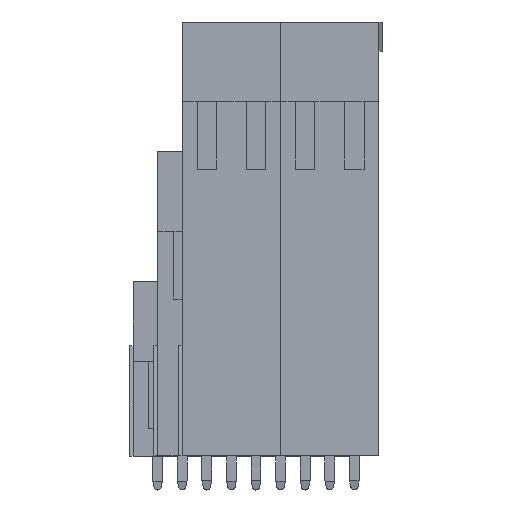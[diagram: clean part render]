
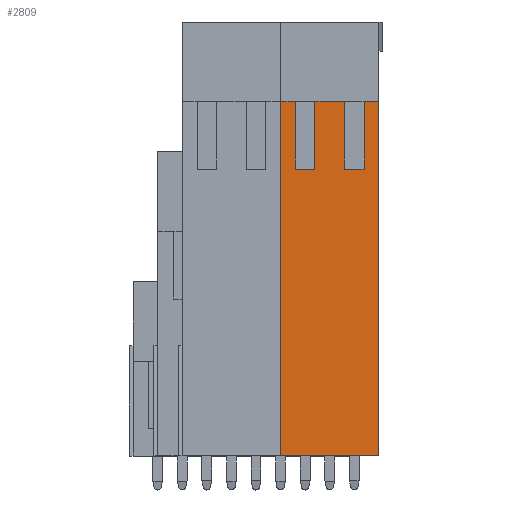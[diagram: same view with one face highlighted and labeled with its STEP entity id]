
A CAD part, top view. The second image highlights one B-rep face of the part: STEP entity #2809.
In plain terms, the highlighted planar face has unit normal (0, 0, 1).
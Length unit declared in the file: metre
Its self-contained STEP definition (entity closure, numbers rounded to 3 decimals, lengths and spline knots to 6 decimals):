
#2809 = ADVANCED_FACE( '', ( #5792 ), #5793, .F. );
#5792 = FACE_OUTER_BOUND( '', #10479, .T. );
#5793 = PLANE( '', #10480 );
#10479 = EDGE_LOOP( '', ( #19037, #19038, #19039, #19040, #19041, #19042, #19043, #19044, #19045, #19046, #19047, #19048 ) );
#10480 = AXIS2_PLACEMENT_3D( '', #19049, #19050, #19051 );
#19037 = ORIENTED_EDGE( '', *, *, #21772, .F. );
#19038 = ORIENTED_EDGE( '', *, *, #22018, .T. );
#19039 = ORIENTED_EDGE( '', *, *, #20284, .F. );
#19040 = ORIENTED_EDGE( '', *, *, #22688, .T. );
#19041 = ORIENTED_EDGE( '', *, *, #20603, .T. );
#19042 = ORIENTED_EDGE( '', *, *, #22641, .F. );
#19043 = ORIENTED_EDGE( '', *, *, #20787, .F. );
#19044 = ORIENTED_EDGE( '', *, *, #22687, .T. );
#19045 = ORIENTED_EDGE( '', *, *, #22069, .F. );
#19046 = ORIENTED_EDGE( '', *, *, #22361, .T. );
#19047 = ORIENTED_EDGE( '', *, *, #22234, .F. );
#19048 = ORIENTED_EDGE( '', *, *, #22686, .T. );
#19049 = CARTESIAN_POINT( '', ( 0.01016, 0.0366, 0. ) );
#19050 = DIRECTION( '', ( 0., 0., -1. ) );
#19051 = DIRECTION( '', ( -1., 0., 0. ) );
#20284 = EDGE_CURVE( '', #24521, #24522, #24523, .T. );
#20603 = EDGE_CURVE( '', #25036, #25034, #25037, .T. );
#20787 = EDGE_CURVE( '', #25324, #25326, #25327, .T. );
#21772 = EDGE_CURVE( '', #26743, #26744, #26745, .T. );
#22018 = EDGE_CURVE( '', #26743, #24522, #27071, .T. );
#22069 = EDGE_CURVE( '', #27139, #27140, #27141, .T. );
#22234 = EDGE_CURVE( '', #27332, #27333, #27334, .T. );
#22361 = EDGE_CURVE( '', #27139, #27333, #27483, .T. );
#22641 = EDGE_CURVE( '', #25326, #25034, #27791, .T. );
#22686 = EDGE_CURVE( '', #27332, #26744, #27835, .T. );
#22687 = EDGE_CURVE( '', #25324, #27140, #27836, .T. );
#22688 = EDGE_CURVE( '', #24521, #25036, #27837, .T. );
#24521 = VERTEX_POINT( '', #31143 );
#24522 = VERTEX_POINT( '', #31144 );
#24523 = LINE( '', #31145, #31146 );
#25034 = VERTEX_POINT( '', #32011 );
#25036 = VERTEX_POINT( '', #32014 );
#25037 = LINE( '', #32015, #32016 );
#25324 = VERTEX_POINT( '', #32532 );
#25326 = VERTEX_POINT( '', #32535 );
#25327 = LINE( '', #32536, #32537 );
#26743 = VERTEX_POINT( '', #35239 );
#26744 = VERTEX_POINT( '', #35240 );
#26745 = LINE( '', #35241, #35242 );
#27071 = LINE( '', #35923, #35924 );
#27139 = VERTEX_POINT( '', #36047 );
#27140 = VERTEX_POINT( '', #36048 );
#27141 = LINE( '', #36049, #36050 );
#27332 = VERTEX_POINT( '', #36442 );
#27333 = VERTEX_POINT( '', #36443 );
#27334 = LINE( '', #36444, #36445 );
#27483 = LINE( '', #36737, #36738 );
#27791 = LINE( '', #37307, #37308 );
#27835 = LINE( '', #37369, #37370 );
#27836 = LINE( '', #37371, #37372 );
#27837 = LINE( '', #37373, #37374 );
#31143 = CARTESIAN_POINT( '', ( 0.00154, 0.0366, 0. ) );
#31144 = CARTESIAN_POINT( '', ( 0.00154, 0.0296, 0. ) );
#31145 = CARTESIAN_POINT( '', ( 0.00154, 0.0366, 0. ) );
#31146 = VECTOR( '', #38338, 1. );
#32011 = CARTESIAN_POINT( '', ( 0., 0., 0. ) );
#32014 = CARTESIAN_POINT( '', ( 0., 0.0366, 0. ) );
#32015 = CARTESIAN_POINT( '', ( 0., 0.0366, 0. ) );
#32016 = VECTOR( '', #38624, 1. );
#32532 = CARTESIAN_POINT( '', ( 0.01016, 0.0366, 0. ) );
#32535 = CARTESIAN_POINT( '', ( 0.01016, 0., 0. ) );
#32536 = CARTESIAN_POINT( '', ( 0.01016, 0.0366, 0. ) );
#32537 = VECTOR( '', #38793, 1. );
#35239 = CARTESIAN_POINT( '', ( 0.00354, 0.0296, 0. ) );
#35240 = CARTESIAN_POINT( '', ( 0.00354, 0.0366, 0. ) );
#35241 = CARTESIAN_POINT( '', ( 0.00354, 0.0366, 0. ) );
#35242 = VECTOR( '', #39592, 1. );
#35923 = CARTESIAN_POINT( '', ( 0.01016, 0.0296, 0. ) );
#35924 = VECTOR( '', #39792, 1. );
#36047 = CARTESIAN_POINT( '', ( 0.00862, 0.0296, 0. ) );
#36048 = CARTESIAN_POINT( '', ( 0.00862, 0.0366, 0. ) );
#36049 = CARTESIAN_POINT( '', ( 0.00862, 0.0366, 0. ) );
#36050 = VECTOR( '', #39839, 1. );
#36442 = CARTESIAN_POINT( '', ( 0.00662, 0.0366, 0. ) );
#36443 = CARTESIAN_POINT( '', ( 0.00662, 0.0296, 0. ) );
#36444 = CARTESIAN_POINT( '', ( 0.00662, 0.0366, 0. ) );
#36445 = VECTOR( '', #39950, 1. );
#36737 = CARTESIAN_POINT( '', ( 0.01016, 0.0296, 0. ) );
#36738 = VECTOR( '', #40039, 1. );
#37307 = CARTESIAN_POINT( '', ( 0.01016, 0., 0. ) );
#37308 = VECTOR( '', #40178, 1. );
#37369 = CARTESIAN_POINT( '', ( 0.01016, 0.0366, 0. ) );
#37370 = VECTOR( '', #40187, 1. );
#37371 = CARTESIAN_POINT( '', ( 0.01016, 0.0366, 0. ) );
#37372 = VECTOR( '', #40188, 1. );
#37373 = CARTESIAN_POINT( '', ( 0.01016, 0.0366, 0. ) );
#37374 = VECTOR( '', #40189, 1. );
#38338 = DIRECTION( '', ( 0., -1., 0. ) );
#38624 = DIRECTION( '', ( 0., -1., 0. ) );
#38793 = DIRECTION( '', ( 0., -1., 0. ) );
#39592 = DIRECTION( '', ( 0., 1., 0. ) );
#39792 = DIRECTION( '', ( -1., 0., 0. ) );
#39839 = DIRECTION( '', ( 0., 1., 0. ) );
#39950 = DIRECTION( '', ( 0., -1., 0. ) );
#40039 = DIRECTION( '', ( -1., 0., 0. ) );
#40178 = DIRECTION( '', ( -1., 0., 0. ) );
#40187 = DIRECTION( '', ( -1., 0., 0. ) );
#40188 = DIRECTION( '', ( -1., 0., 0. ) );
#40189 = DIRECTION( '', ( -1., 0., 0. ) );
